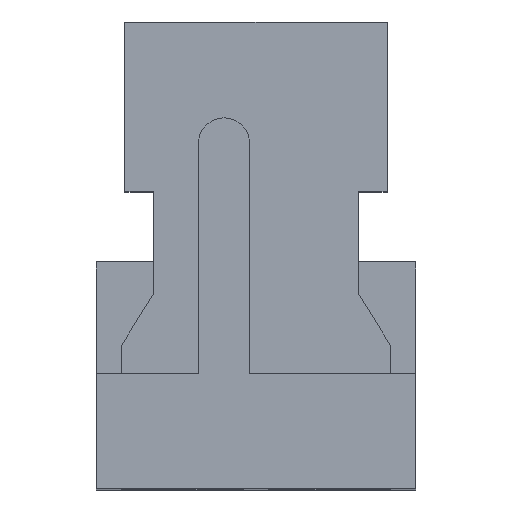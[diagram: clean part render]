
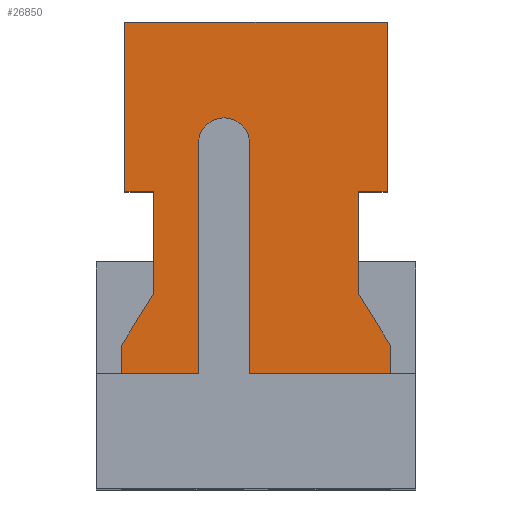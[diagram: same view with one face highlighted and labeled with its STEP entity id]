
A CAD part, top view. The second image highlights one B-rep face of the part: STEP entity #26850.
In plain terms, the highlighted planar face has unit normal (0, 0, 1).
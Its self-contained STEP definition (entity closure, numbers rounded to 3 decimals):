
#9390=CARTESIAN_POINT('',(-3.81,-0.207,19.25));
#9400=DIRECTION('',(0.,1.,0.));
#9410=VECTOR('',#9400,1.);
#9420=LINE('',#9390,#9410);
#9430=CARTESIAN_POINT('',(-3.81,0.7,19.25));
#9440=VERTEX_POINT('',#9430);
#9450=CARTESIAN_POINT('',(-3.81,3.35,19.25));
#9460=VERTEX_POINT('',#9450);
#9470=EDGE_CURVE('',#9440,#9460,#9420,.T.);
#22470=CARTESIAN_POINT('',(-0.16,-0.9,19.25))
;
#22480=VERTEX_POINT('',#22470);
#22510=CARTESIAN_POINT('',(-0.16,0.,19.25));
#22520=DIRECTION('',(0.,1.,0.));
#22530=VECTOR('',#22520,1.);
#22540=LINE('',#22510,#22530);
#22550=CARTESIAN_POINT('',(-0.16,0.7,19.25));
#22560=VERTEX_POINT('',#22550);
#22570=EDGE_CURVE('',#22480,#22560,#22540,.T.);
#23980=CARTESIAN_POINT('',(-1.86,0.,19.25));
#23990=DIRECTION('',(0.,-1.,0.));
#24000=VECTOR('',#23990,1.);
#24010=LINE('',#23980,#24000);
#24020=CARTESIAN_POINT('',(-1.86,1.45,19.25));
#24030=VERTEX_POINT('',#24020);
#24040=CARTESIAN_POINT('',(-1.86,-2.15,19.25));
#24050=VERTEX_POINT('',#24040);
#24060=EDGE_CURVE('',#24030,#24050,#24010,.T.);
#25760=CARTESIAN_POINT('',(-2.437,0.971,19.25));
#25770=DIRECTION('',(0.,0.,-1.));
#25780=DIRECTION('',(-1.,0.,0.));
#25790=AXIS2_PLACEMENT_3D('',#25760,#25770,#25780);
#25800=PLANE('',#25790);
#25810=CARTESIAN_POINT('',(0.34,0.,19.25));
#25820=DIRECTION('',(0.,1.,0.));
#25830=VECTOR('',#25820,1.);
#25840=LINE('',#25810,#25830);
#25850=CARTESIAN_POINT('',(0.34,-2.15,19.25));
#25860=VERTEX_POINT('',#25850);
#25870=CARTESIAN_POINT('',(0.34,-1.7,19.25));
#25880=VERTEX_POINT('',#25870);
#25890=EDGE_CURVE('',#25860,#25880,#25840,.T.);
#25900=ORIENTED_EDGE('',*,*,#25890,.T.);
#25910=CARTESIAN_POINT('',(0.,-2.15,19.25));
#25920=DIRECTION('',(1.,0.,0.));
#25930=VECTOR('',#25920,1.);
#25940=LINE('',#25910,#25930);
#25950=EDGE_CURVE('',#24050,#25860,#25940,.T.);
#25960=ORIENTED_EDGE('',*,*,#25950,.T.);
#25970=ORIENTED_EDGE('',*,*,#24060,.T.);
#25980=CARTESIAN_POINT('',(-2.26,1.45,19.25));
#25990=DIRECTION('',(0.,0.,-1.));
#26000=DIRECTION('',(-1.,0.,0.));
#26010=AXIS2_PLACEMENT_3D('',#25980,#25990,#26000);
#26020=CIRCLE('',#26010,0.4);
#26030=CARTESIAN_POINT('',(-2.66,1.45,19.25));
#26040=VERTEX_POINT('',#26030);
#26050=EDGE_CURVE('',#26040,#24030,#26020,.T.);
#26060=ORIENTED_EDGE('',*,*,#26050,.T.);
#26070=CARTESIAN_POINT('',(-2.66,0.,19.25));
#26080=DIRECTION('',(0.,1.,0.));
#26090=VECTOR('',#26080,1.);
#26100=LINE('',#26070,#26090);
#26110=CARTESIAN_POINT('',(-2.66,-2.15,19.25));
#26120=VERTEX_POINT('',#26110);
#26130=EDGE_CURVE('',#26120,#26040,#26100,.T.);
#26140=ORIENTED_EDGE('',*,*,#26130,.T.);
#26150=CARTESIAN_POINT('',(0.,-2.15,19.25));
#26160=DIRECTION('',(1.,0.,0.));
#26170=VECTOR('',#26160,1.);
#26180=LINE('',#26150,#26170);
#26190=CARTESIAN_POINT('',(-3.86,-2.15,19.25));
#26200=VERTEX_POINT('',#26190);
#26210=EDGE_CURVE('',#26200,#26120,#26180,.T.);
#26220=ORIENTED_EDGE('',*,*,#26210,.T.);
#26230=CARTESIAN_POINT('',(-3.86,-1.7,19.25));
#26240=DIRECTION('',(0.,-1.,0.));
#26250=VECTOR('',#26240,1.);
#26260=LINE('',#26230,#26250);
#26270=CARTESIAN_POINT('',(-3.86,-1.7,19.25));
#26280=VERTEX_POINT('',#26270);
#26290=EDGE_CURVE('',#26280,#26200,#26260,.T.);
#26300=ORIENTED_EDGE('',*,*,#26290,.T.);
#26310=CARTESIAN_POINT('',(-3.36,-0.9,19.25));
#26320=DIRECTION('',(-0.53,-0.848,0.));
#26330=VECTOR('',#26320,1.);
#26340=LINE('',#26310,#26330);
#26350=CARTESIAN_POINT('',(-3.36,-0.9,19.25));
#26360=VERTEX_POINT('',#26350);
#26370=EDGE_CURVE('',#26360,#26280,#26340,.T.);
#26380=ORIENTED_EDGE('',*,*,#26370,.T.);
#26390=CARTESIAN_POINT('',(-3.36,0.,19.25));
#26400=DIRECTION('',(0.,1.,0.));
#26410=VECTOR('',#26400,1.);
#26420=LINE('',#26390,#26410);
#26430=CARTESIAN_POINT('',(-3.36,0.7,19.25));
#26440=VERTEX_POINT('',#26430);
#26450=EDGE_CURVE('',#26360,#26440,#26420,.T.);
#26460=ORIENTED_EDGE('',*,*,#26450,.F.);
#26470=CARTESIAN_POINT('',(-4.771,0.7,19.25));
#26480=DIRECTION('',(-1.,0.,0.));
#26490=VECTOR('',#26480,1.);
#26500=LINE('',#26470,#26490);
#26510=EDGE_CURVE('',#26440,#9440,#26500,.T.);
#26520=ORIENTED_EDGE('',*,*,#26510,.F.);
#26530=ORIENTED_EDGE('',*,*,#9470,.F.);
#26540=CARTESIAN_POINT('',(0.,3.35,19.25));
#26550=DIRECTION('',(1.,0.,0.));
#26560=VECTOR('',#26550,1.);
#26570=LINE('',#26540,#26560);
#26580=CARTESIAN_POINT('',(0.29,3.35,19.25));
#26590=VERTEX_POINT('',#26580);
#26600=EDGE_CURVE('',#9460,#26590,#26570,.T.);
#26610=ORIENTED_EDGE('',*,*,#26600,.F.);
#26620=CARTESIAN_POINT('',(0.29,0.,19.25));
#26630=DIRECTION('',(0.,1.,0.));
#26640=VECTOR('',#26630,1.);
#26650=LINE('',#26620,#26640);
#26660=CARTESIAN_POINT('',(0.29,0.7,19.25));
#26670=VERTEX_POINT('',#26660);
#26680=EDGE_CURVE('',#26670,#26590,#26650,.T.);
#26690=ORIENTED_EDGE('',*,*,#26680,.T.);
#26700=CARTESIAN_POINT('',(1.251,0.7,19.25));
#26710=DIRECTION('',(1.,0.,0.));
#26720=VECTOR('',#26710,1.);
#26730=LINE('',#26700,#26720);
#26740=EDGE_CURVE('',#22560,#26670,#26730,.T.);
#26750=ORIENTED_EDGE('',*,*,#26740,.T.);
#26760=ORIENTED_EDGE('',*,*,#22570,.T.);
#26770=CARTESIAN_POINT('',(-0.722,0.,19.25));
#26780=DIRECTION('',(-0.53,0.848,0.));
#26790=VECTOR('',#26780,1.);
#26800=LINE('',#26770,#26790);
#26810=EDGE_CURVE('',#25880,#22480,#26800,.T.);
#26820=ORIENTED_EDGE('',*,*,#26810,.T.);
#26830=EDGE_LOOP('',(#26820,#26760,#26750,#26690,#26610,#26530,#26520,
#26460,#26380,#26300,#26220,#26140,#26060,#25970,#25960,#25900));
#26840=FACE_OUTER_BOUND('',#26830,.T.);
#26850=ADVANCED_FACE('',(#26840),#25800,.F.);
